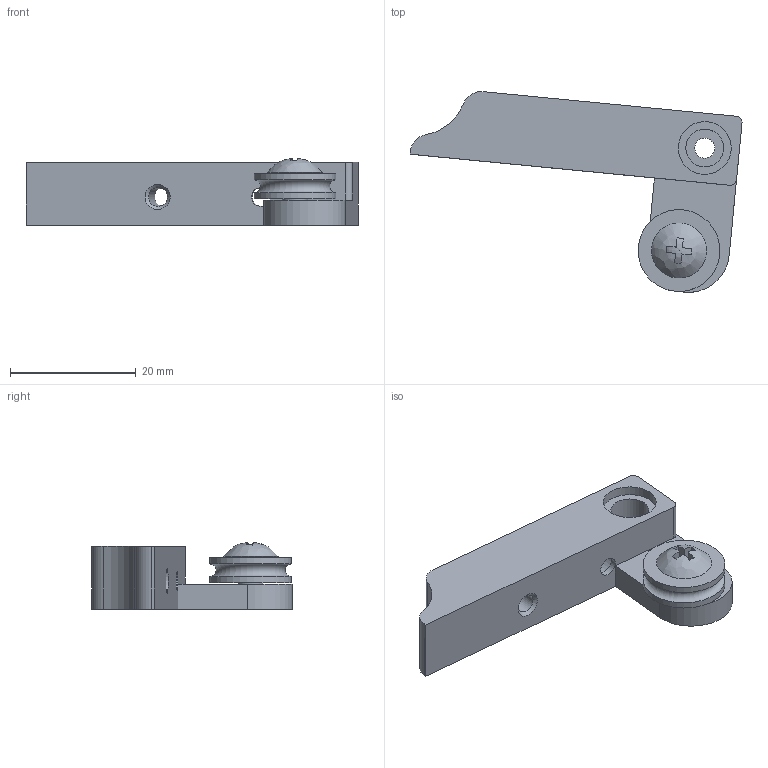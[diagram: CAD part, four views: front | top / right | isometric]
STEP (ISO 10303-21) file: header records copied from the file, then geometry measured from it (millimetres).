
FILE_DESCRIPTION(('FreeCAD Model'),'2;1');
FILE_NAME( 'MK8_lever.step', '2018-05-17T20:10:29',('Author'),(''), 'Open CASCADE STEP processor 7.2','FreeCAD','Unknown');
FILE_SCHEMA(('AUTOMOTIVE_DESIGN { 1 0 10303 214 1 1 1 1 }'));
Length unit declared in the file: millimetre
Products named in the file (1): mk8_trai
Bounding box: 52.72 x 31.86 x 10.58 mm (x, y, z)
Volume: 5845.7 mm3; surface area: 3811.6 mm2
Topology: 1 solids, 1 shells, 48 faces, 118 edges, 78 vertices
Faces by surface type: plane 26, cylinder 16, cone 3, bspline 2, torus 1
Full cylindrical faces by diameter (mm): 3 x3, 3.2 x1, 4 x1, 6 x2, 8.4 x1, 13 x2
Entity records: 4192 total; most frequent: CARTESIAN_POINT 1581, DIRECTION 397, ORIENTED_EDGE 234, PCURVE 234, DEFINITIONAL_REPRESENTATION 234, LINE 181, VECTOR 181, EDGE_CURVE 117
